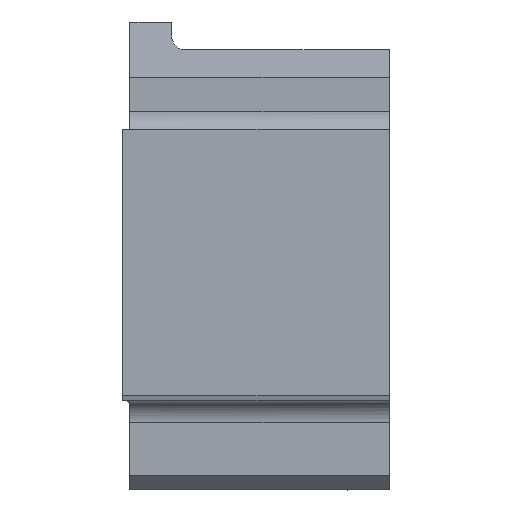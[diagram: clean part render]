
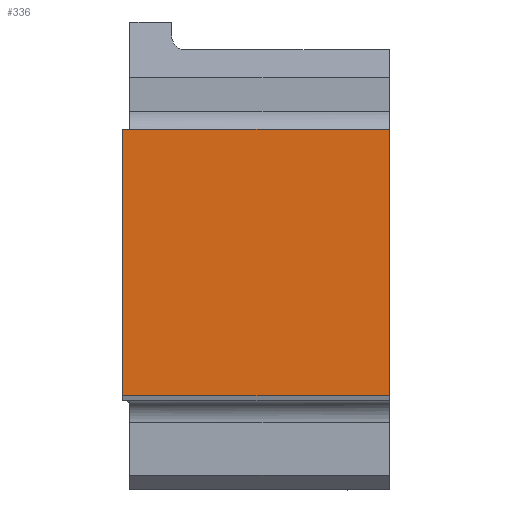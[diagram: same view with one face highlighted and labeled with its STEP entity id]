
A CAD part, top view. The second image highlights one B-rep face of the part: STEP entity #336.
In plain terms, the highlighted planar face has unit normal (0, 0, 1).
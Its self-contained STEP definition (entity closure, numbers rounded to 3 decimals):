
#336=ADVANCED_FACE('',(#466),#424,.T.);
#424=PLANE('',#2148);
#466=FACE_OUTER_BOUND('',#559,.T.);
#559=EDGE_LOOP('',(#865,#866,#867,#868));
#865=ORIENTED_EDGE('',*,*,#1539,.T.);
#866=ORIENTED_EDGE('',*,*,#1540,.T.);
#867=ORIENTED_EDGE('',*,*,#1448,.T.);
#868=ORIENTED_EDGE('',*,*,#1538,.F.);
#1267=VERTEX_POINT('',#2855);
#1268=VERTEX_POINT('',#2857);
#1337=VERTEX_POINT('',#3091);
#1338=VERTEX_POINT('',#3095);
#1448=EDGE_CURVE('',#1268,#1267,#1717,.T.);
#1538=EDGE_CURVE('',#1337,#1267,#1771,.T.);
#1539=EDGE_CURVE('',#1337,#1338,#1772,.T.);
#1540=EDGE_CURVE('',#1338,#1268,#1773,.T.);
#1717=LINE('',#2856,#1857);
#1771=LINE('',#3092,#1911);
#1772=LINE('',#3094,#1912);
#1773=LINE('',#3096,#1913);
#1857=VECTOR('',#2315,1.);
#1911=VECTOR('',#2469,1.);
#1912=VECTOR('',#2472,1.);
#1913=VECTOR('',#2473,1.);
#2148=AXIS2_PLACEMENT_3D('',#3097,#2474,#2475);
#2315=DIRECTION('',(0.,1.,0.));
#2469=DIRECTION('',(1.,0.,0.));
#2472=DIRECTION('',(0.,-1.,0.));
#2473=DIRECTION('',(1.,0.,0.));
#2474=DIRECTION('',(0.,0.,1.));
#2475=DIRECTION('',(1.,0.,0.));
#2855=CARTESIAN_POINT('',(0.,9.525,0.));
#2856=CARTESIAN_POINT('',(0.,0.,0.));
#2857=CARTESIAN_POINT('',(0.,0.,0.));
#3091=CARTESIAN_POINT('',(-9.525,9.525,0.));
#3092=CARTESIAN_POINT('',(-9.525,9.525,0.));
#3094=CARTESIAN_POINT('',(-9.525,9.525,0.));
#3095=CARTESIAN_POINT('',(-9.525,0.,0.));
#3096=CARTESIAN_POINT('',(-9.525,0.,0.));
#3097=CARTESIAN_POINT('',(-4.763,4.763,0.));
